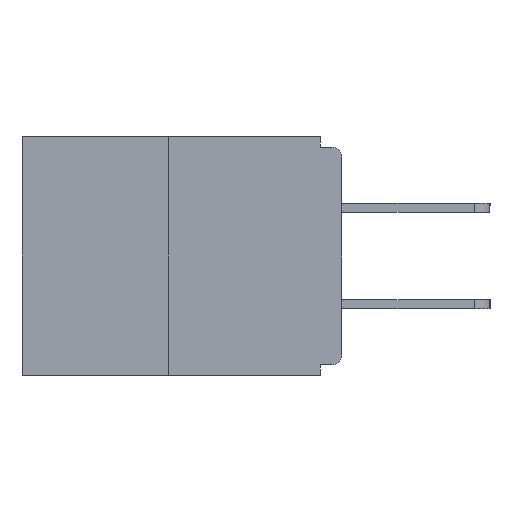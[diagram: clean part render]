
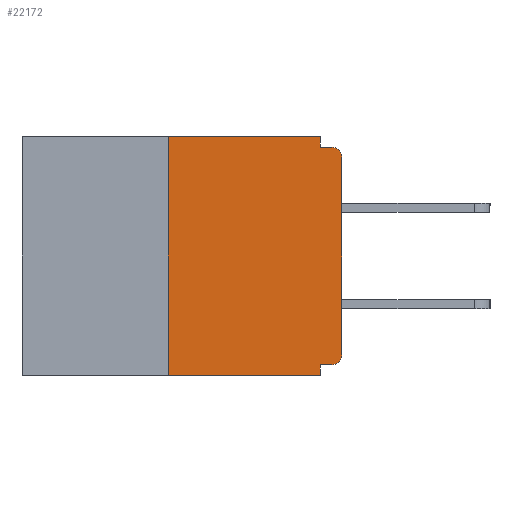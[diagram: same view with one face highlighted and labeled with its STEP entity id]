
A CAD part, left-side view. The second image highlights one B-rep face of the part: STEP entity #22172.
In plain terms, the highlighted planar face has unit normal (-1, 0, 0).
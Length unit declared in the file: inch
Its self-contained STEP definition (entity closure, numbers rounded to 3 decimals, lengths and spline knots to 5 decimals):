
#2230 = CARTESIAN_POINT ( 'NONE',  ( 0., 0., -0.313 ) ) ;
#2251 = EDGE_CURVE ( 'NONE', #13364, #14332, #25014, .T. ) ;
#2430 = CARTESIAN_POINT ( 'NONE',  ( 0., 0.015, -0.015 ) ) ;
#2581 = VECTOR ( 'NONE', #20656, 39.37008 ) ;
#2929 = CARTESIAN_POINT ( 'NONE',  ( 0., 0., -0.015 ) ) ;
#2958 = VERTEX_POINT ( 'NONE', #8101 ) ;
#3391 = ORIENTED_EDGE ( 'NONE', *, *, #7556, .F. ) ;
#3636 = DIRECTION ( 'NONE',  ( 0., 0., 1. ) ) ;
#3682 = ORIENTED_EDGE ( 'NONE', *, *, #16737, .F. ) ;
#3976 = VERTEX_POINT ( 'NONE', #18267 ) ;
#4608 = DIRECTION ( 'NONE',  ( 0., 0., 1. ) ) ;
#4951 = AXIS2_PLACEMENT_3D ( 'NONE', #24727, #12817, #20765 ) ;
#5151 = ORIENTED_EDGE ( 'NONE', *, *, #7693, .T. ) ;
#5211 = CARTESIAN_POINT ( 'NONE',  ( 0., 0.031, 0. ) ) ;
#5528 = VECTOR ( 'NONE', #15013, 39.37008 ) ;
#6222 = VECTOR ( 'NONE', #25335, 39.37008 ) ;
#6515 = DIRECTION ( 'NONE',  ( 0., -1., 0. ) ) ;
#7293 = DIRECTION ( 'NONE',  ( 1., 0., 0. ) ) ;
#7332 = VERTEX_POINT ( 'NONE', #19653 ) ;
#7556 = EDGE_CURVE ( 'NONE', #12475, #3976, #18125, .T. ) ;
#7607 = CARTESIAN_POINT ( 'NONE',  ( 0., 0.031, -0.015 ) ) ;
#7620 = ORIENTED_EDGE ( 'NONE', *, *, #19164, .F. ) ;
#7693 = EDGE_CURVE ( 'NONE', #9559, #25497, #22712, .T. ) ;
#7805 = VERTEX_POINT ( 'NONE', #23406 ) ;
#8101 = CARTESIAN_POINT ( 'NONE',  ( 0., 0.25, 0. ) ) ;
#8339 = AXIS2_PLACEMENT_3D ( 'NONE', #23010, #7293, #11199 ) ;
#8834 = VECTOR ( 'NONE', #18306, 39.37008 ) ;
#9107 = DIRECTION ( 'NONE',  ( 0., 0., -1. ) ) ;
#9188 = PLANE ( 'NONE',  #8339 ) ;
#9261 = EDGE_CURVE ( 'NONE', #14332, #25103, #9695, .T. ) ;
#9413 = CARTESIAN_POINT ( 'NONE',  ( 0., 0.46, 0. ) ) ;
#9559 = VERTEX_POINT ( 'NONE', #20373 ) ;
#9695 = LINE ( 'NONE', #2929, #2581 ) ;
#10470 = ORIENTED_EDGE ( 'NONE', *, *, #9261, .F. ) ;
#10666 = CARTESIAN_POINT ( 'NONE',  ( 0., 0., -0.328 ) ) ;
#10838 = CARTESIAN_POINT ( 'NONE',  ( 0., 0.015, -0.03 ) ) ;
#11199 = DIRECTION ( 'NONE',  ( 0., 0., -1. ) ) ;
#12113 = LINE ( 'NONE', #9413, #6222 ) ;
#12475 = VERTEX_POINT ( 'NONE', #18815 ) ;
#12817 = DIRECTION ( 'NONE',  ( -1., 0., 0. ) ) ;
#13364 = VERTEX_POINT ( 'NONE', #24877 ) ;
#14332 = VERTEX_POINT ( 'NONE', #7607 ) ;
#14484 = ORIENTED_EDGE ( 'NONE', *, *, #14542, .F. ) ;
#14542 = EDGE_CURVE ( 'NONE', #9559, #12475, #14762, .T. ) ;
#14672 = AXIS2_PLACEMENT_3D ( 'NONE', #10838, #20795, #9107 ) ;
#14738 = DIRECTION ( 'NONE',  ( 0., 0., -1. ) ) ;
#14762 = LINE ( 'NONE', #10666, #8834 ) ;
#14951 = FACE_OUTER_BOUND ( 'NONE', #15291, .T. ) ;
#15013 = DIRECTION ( 'NONE',  ( 0., 0., -1. ) ) ;
#15209 = ORIENTED_EDGE ( 'NONE', *, *, #19144, .T. ) ;
#15291 = EDGE_LOOP ( 'NONE', ( #3682, #7620, #15209, #3391, #14484, #5151, #19010, #21032, #10470, #20204 ) ) ;
#16252 = VECTOR ( 'NONE', #14738, 39.37008 ) ;
#16353 = LINE ( 'NONE', #19387, #17909 ) ;
#16737 = EDGE_CURVE ( 'NONE', #2958, #13364, #12113, .T. ) ;
#17909 = VECTOR ( 'NONE', #3636, 39.37008 ) ;
#18125 = LINE ( 'NONE', #20334, #16252 ) ;
#18214 = EDGE_CURVE ( 'NONE', #25497, #7332, #16353, .T. ) ;
#18267 = CARTESIAN_POINT ( 'NONE',  ( 0., 0.031, -0.343 ) ) ;
#18306 = DIRECTION ( 'NONE',  ( 0., 1., 0. ) ) ;
#18503 = VECTOR ( 'NONE', #6515, 39.37008 ) ;
#18537 = CARTESIAN_POINT ( 'NONE',  ( 0., 0.46, -0.343 ) ) ;
#18810 = LINE ( 'NONE', #18537, #18503 ) ;
#18815 = CARTESIAN_POINT ( 'NONE',  ( 0., 0.031, -0.328 ) ) ;
#19010 = ORIENTED_EDGE ( 'NONE', *, *, #18214, .T. ) ;
#19144 = EDGE_CURVE ( 'NONE', #7805, #3976, #18810, .T. ) ;
#19164 = EDGE_CURVE ( 'NONE', #7805, #2958, #23431, .T. ) ;
#19387 = CARTESIAN_POINT ( 'NONE',  ( 0., 0., 0. ) ) ;
#19653 = CARTESIAN_POINT ( 'NONE',  ( 0., 0., -0.03 ) ) ;
#20190 = CIRCLE ( 'NONE', #14672, 0.015 ) ;
#20204 = ORIENTED_EDGE ( 'NONE', *, *, #2251, .F. ) ;
#20334 = CARTESIAN_POINT ( 'NONE',  ( 0., 0.031, -0.343 ) ) ;
#20373 = CARTESIAN_POINT ( 'NONE',  ( 0., 0.015, -0.328 ) ) ;
#20656 = DIRECTION ( 'NONE',  ( 0., -1., 0. ) ) ;
#20765 = DIRECTION ( 'NONE',  ( 0., 0., -1. ) ) ;
#20795 = DIRECTION ( 'NONE',  ( -1., 0., 0. ) ) ;
#21032 = ORIENTED_EDGE ( 'NONE', *, *, #22043, .T. ) ;
#22043 = EDGE_CURVE ( 'NONE', #7332, #25103, #20190, .T. ) ;
#22172 = ADVANCED_FACE ( 'NONE', ( #14951 ), #9188, .F. ) ;
#22712 = CIRCLE ( 'NONE', #4951, 0.015 ) ;
#23010 = CARTESIAN_POINT ( 'NONE',  ( 0., 0.46, 0. ) ) ;
#23406 = CARTESIAN_POINT ( 'NONE',  ( 0., 0.25, -0.343 ) ) ;
#23431 = LINE ( 'NONE', #24574, #23735 ) ;
#23735 = VECTOR ( 'NONE', #4608, 39.37008 ) ;
#24574 = CARTESIAN_POINT ( 'NONE',  ( 0., 0.25, 0. ) ) ;
#24727 = CARTESIAN_POINT ( 'NONE',  ( 0., 0.015, -0.313 ) ) ;
#24877 = CARTESIAN_POINT ( 'NONE',  ( 0., 0.031, 0. ) ) ;
#25014 = LINE ( 'NONE', #5211, #5528 ) ;
#25103 = VERTEX_POINT ( 'NONE', #2430 ) ;
#25335 = DIRECTION ( 'NONE',  ( 0., -1., 0. ) ) ;
#25497 = VERTEX_POINT ( 'NONE', #2230 ) ;
